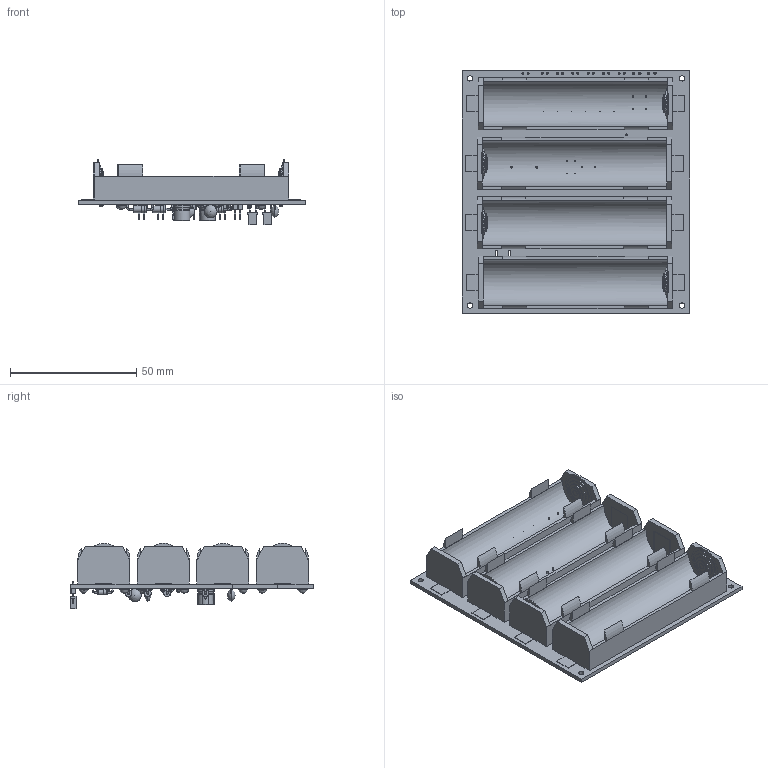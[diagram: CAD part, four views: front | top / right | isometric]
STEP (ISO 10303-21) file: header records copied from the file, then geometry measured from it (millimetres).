
FILE_DESCRIPTION(('KiCad electronic assembly'),'2;1');
FILE_NAME('eps.step','2024-06-16T16:08:23',('Pcbnew'),('Kicad'), 'Open CASCADE STEP processor 7.6','KiCad to STEP converter','Unknown' );
FILE_SCHEMA(('AUTOMOTIVE_DESIGN { 1 0 10303 214 1 1 1 1 }'));
Length unit declared in the file: millimetre
Products named in the file (22): eps 1; BatteryHolder_Keystone_1042_1x18650; Keystone_1042_1x18650; D_DO-35_SOD27_P7.62mm_Horizontal; PinHeader_1x02_P2.00mm_Vertical; PinHeader_1x02_P200mm_Vertical; R_Axial_DIN0204_L3.6mm_D1.6mm_P5.08mm_Horizontal; R_Axial_DIN0204_L36mm_D16mm_P508mm_Horizontal; C_Disc_D5.1mm_W3.2mm_P5.00mm; C_Disc_D51mm_W32mm_P500mm; D_DO-41_SOD81_P10.16mm_Horizontal; CP_Radial_D6.3mm_P2.50mm; CP_Radial_D63mm_P250mm; C_Disc_D5.0mm_W2.5mm_P2.50mm; C_Disc_D50mm_W25mm_P250mm; LED_Rectangular_W3.0mm_H2.0mm; MSOP-12-1EP_3x4mm_P0.65mm_EP1.65x2.85mm; MSOP_12_1EP_3x4mm_P065mm; _autosave-eps_PCB
Assembly tree (48 placements, depth 3):
  eps 1
    BatteryHolder_Keystone_1042_1x18650  x4
      Keystone_1042_1x18650
    D_DO-35_SOD27_P7.62mm_Horizontal  x6
      D_DO-35_SOD27_P7.62mm_Horizontal
    PinHeader_1x02_P2.00mm_Vertical  x7
      PinHeader_1x02_P200mm_Vertical
    R_Axial_DIN0204_L3.6mm_D1.6mm_P5.08mm_Horizontal  x7
      R_Axial_DIN0204_L36mm_D16mm_P508mm_Horizontal
    C_Disc_D5.1mm_W3.2mm_P5.00mm  x2
      C_Disc_D51mm_W32mm_P500mm
    D_DO-41_SOD81_P10.16mm_Horizontal  x5
      D_DO-41_SOD81_P10.16mm_Horizontal
    CP_Radial_D6.3mm_P2.50mm  x2
      CP_Radial_D63mm_P250mm
    C_Disc_D5.0mm_W2.5mm_P2.50mm
      C_Disc_D50mm_W25mm_P250mm
    LED_Rectangular_W3.0mm_H2.0mm  x2
      LED_Rectangular_W3.0mm_H2.0mm
    MSOP-12-1EP_3x4mm_P0.65mm_EP1.65x2.85mm
      MSOP_12_1EP_3x4mm_P065mm
    _autosave-eps_PCB
Bounding box: 90 x 96.02 x 26 mm (x, y, z)
Volume: 38923.6 mm3; surface area: 49955.8 mm2
Topology: 76 solids, 78 shells, 1464 faces, 3287 edges, 2069 vertices
Faces by surface type: plane 960, cylinder 364, torus 66, bspline 44, revolution 24, sphere 6
Full cylindrical faces by diameter (mm): 0.02 x4, 0.5 x47, 0.7 x14, 0.8 x59, 0.85 x2, 0.9 x4, 1.1 x10, 1.44 x7, 1.57 x4, 1.6 x14, 2 x12, 2.02 x6, 2.1 x4, 2.39 x4, 2.4 x4, 2.7 x10, 2.72 x5, 3.45 x8, 3.68 x8, 4.8 x8, 7.2 x8, 9.6 x8, 12 x4
Entity records: 22725 total; most frequent: CARTESIAN_POINT 4313, DIRECTION 3029, ORIENTED_EDGE 2902, EDGE_CURVE 1451, AXIS2_PLACEMENT_3D 1037, LINE 946, VECTOR 946, VERTEX_POINT 925
